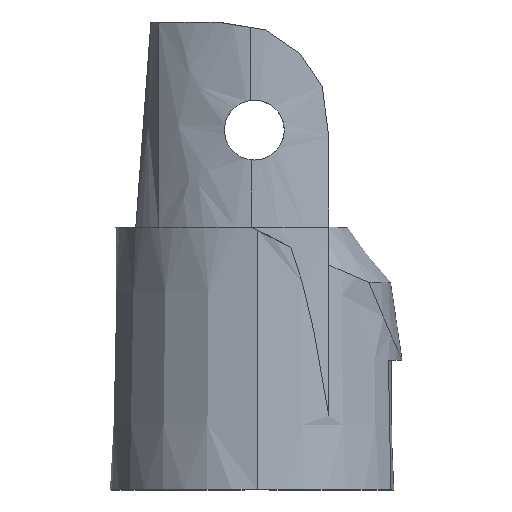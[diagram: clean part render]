
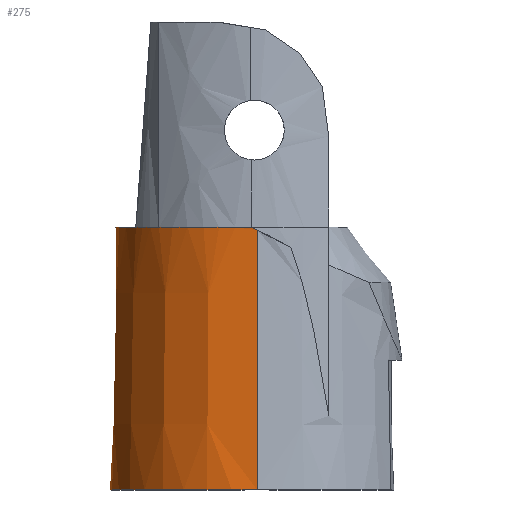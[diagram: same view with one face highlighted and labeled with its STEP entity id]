
A CAD part, left-side view. The second image highlights one B-rep face of the part: STEP entity #275.
In plain terms, the highlighted conical face has half-angle 1.198 degrees and reference radius 7.487 mm.
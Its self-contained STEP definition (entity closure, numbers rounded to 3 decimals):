
#8 = EDGE_CURVE ( 'NONE', #117, #600, #920, .T. ) ;
#11 = DIRECTION ( 'NONE',  ( 0., 0., 1. ) ) ;
#12 = B_SPLINE_CURVE_WITH_KNOTS ( 'NONE', 3,
 ( #324, #1423, #750, #1137 ),
 .UNSPECIFIED., .F., .F.,
 ( 4, 4 ),
 ( 0.007, 0.008 ),
 .UNSPECIFIED. ) ;
#47 = CARTESIAN_POINT ( 'NONE',  ( -17.795, 3.456, 14.773 ) ) ;
#66 = EDGE_CURVE ( 'NONE', #600, #376, #1260, .T. ) ;
#117 = VERTEX_POINT ( 'NONE', #243 ) ;
#122 = CARTESIAN_POINT ( 'NONE',  ( -18.359, 0.612, 14.607 ) ) ;
#148 = VERTEX_POINT ( 'NONE', #677 ) ;
#154 = VERTEX_POINT ( 'NONE', #544 ) ;
#175 = CARTESIAN_POINT ( 'NONE',  ( -18.359, 0.612, 14.607 ) ) ;
#216 = DIRECTION ( 'NONE',  ( 1., 0., 0. ) ) ;
#218 = DIRECTION ( 'NONE',  ( 0., 0., -1. ) ) ;
#243 = CARTESIAN_POINT ( 'NONE',  ( -14.723, 7.031, 14.773 ) ) ;
#268 = AXIS2_PLACEMENT_3D ( 'NONE', #914, #1596, #1184 ) ;
#273 = ORIENTED_EDGE ( 'NONE', *, *, #1053, .F. ) ;
#275 = ADVANCED_FACE ( 'NONE', ( #935 ), #1601, .T. ) ;
#279 = CARTESIAN_POINT ( 'NONE',  ( -18.356, 0.612, 14.773 ) ) ;
#301 = CARTESIAN_POINT ( 'NONE',  ( -10.869, 0.612, 14.773 ) ) ;
#324 = CARTESIAN_POINT ( 'NONE',  ( -3.378, 0.612, 14.607 ) ) ;
#336 = EDGE_CURVE ( 'NONE', #148, #800, #888, .T. ) ;
#343 = ORIENTED_EDGE ( 'NONE', *, *, #8, .T. ) ;
#375 = EDGE_CURVE ( 'NONE', #117, #1111, #1130, .T. ) ;
#376 = VERTEX_POINT ( 'NONE', #1273 ) ;
#401 = EDGE_LOOP ( 'NONE', ( #1196, #1031, #1270, #1032, #482, #1438, #273, #1738, #343, #1677, #576 ) ) ;
#404 = DIRECTION ( 'NONE',  ( -1., 0., 0. ) ) ;
#441 = CARTESIAN_POINT ( 'NONE',  ( -18.349, 0.924, 14.773 ) ) ;
#482 = ORIENTED_EDGE ( 'NONE', *, *, #845, .F. ) ;
#544 = CARTESIAN_POINT ( 'NONE',  ( -18.646, 0.612, 0.899 ) ) ;
#552 = CARTESIAN_POINT ( 'NONE',  ( -7.014, 7.031, 14.773 ) ) ;
#570 = AXIS2_PLACEMENT_3D ( 'NONE', #1165, #1730, #216 ) ;
#571 = CARTESIAN_POINT ( 'NONE',  ( -10.869, 0.612, 14.773 ) ) ;
#576 = ORIENTED_EDGE ( 'NONE', *, *, #1040, .T. ) ;
#578 = CARTESIAN_POINT ( 'NONE',  ( -17.795, 3.456, 14.773 ) ) ;
#586 = CARTESIAN_POINT ( 'NONE',  ( -18.313, 1.791, 14.773 ) ) ;
#592 = CARTESIAN_POINT ( 'NONE',  ( -18.349, 0.924, 14.773 ) ) ;
#594 = DIRECTION ( 'NONE',  ( -1., 0., 0. ) ) ;
#597 = AXIS2_PLACEMENT_3D ( 'NONE', #301, #859, #594 ) ;
#599 = CARTESIAN_POINT ( 'NONE',  ( -18.358, 0.716, 14.662 ) ) ;
#600 = VERTEX_POINT ( 'NONE', #552 ) ;
#616 = B_SPLINE_CURVE_WITH_KNOTS ( 'NONE', 3,
 ( #592, #1399, #599, #175 ),
 .UNSPECIFIED., .F., .F.,
 ( 4, 4 ),
 ( 0., 0. ),
 .UNSPECIFIED. ) ;
#652 = VERTEX_POINT ( 'NONE', #122 ) ;
#677 = CARTESIAN_POINT ( 'NONE',  ( -18.349, 0.924, 14.773 ) ) ;
#710 = DIRECTION ( 'NONE',  ( 0.021, 0., -1. ) ) ;
#717 = CARTESIAN_POINT ( 'NONE',  ( -10.869, 0.612, 14.773 ) ) ;
#727 = CARTESIAN_POINT ( 'NONE',  ( -3.381, 0.612, 14.773 ) ) ;
#750 = CARTESIAN_POINT ( 'NONE',  ( -3.382, 0.82, 14.717 ) ) ;
#764 = VERTEX_POINT ( 'NONE', #1251 ) ;
#800 = VERTEX_POINT ( 'NONE', #47 ) ;
#845 = EDGE_CURVE ( 'NONE', #148, #652, #616, .T. ) ;
#859 = DIRECTION ( 'NONE',  ( 0., 0., -1. ) ) ;
#888 = B_SPLINE_CURVE_WITH_KNOTS ( 'NONE', 3,
 ( #441, #586, #1388, #578 ),
 .UNSPECIFIED., .F., .F.,
 ( 4, 4 ),
 ( 0., 1. ),
 .UNSPECIFIED. ) ;
#903 = VERTEX_POINT ( 'NONE', #1680 ) ;
#906 = DIRECTION ( 'NONE',  ( 1., 0., 0. ) ) ;
#909 = EDGE_CURVE ( 'NONE', #1653, #764, #1234, .T. ) ;
#914 = CARTESIAN_POINT ( 'NONE',  ( -10.869, 0.612, 14.773 ) ) ;
#920 = CIRCLE ( 'NONE', #268, 7.487 ) ;
#921 = CARTESIAN_POINT ( 'NONE',  ( -10.869, 0.612, 0.899 ) ) ;
#926 = CARTESIAN_POINT ( 'NONE',  ( -16.261, 5.807, 14.773 ) ) ;
#935 = FACE_OUTER_BOUND ( 'NONE', #401, .T. ) ;
#960 = AXIS2_PLACEMENT_3D ( 'NONE', #571, #11, #906 ) ;
#980 = CARTESIAN_POINT ( 'NONE',  ( -10.869, 0.612, 14.773 ) ) ;
#1031 = ORIENTED_EDGE ( 'NONE', *, *, #909, .T. ) ;
#1032 = ORIENTED_EDGE ( 'NONE', *, *, #1139, .F. ) ;
#1040 = EDGE_CURVE ( 'NONE', #376, #903, #1086, .T. ) ;
#1053 = EDGE_CURVE ( 'NONE', #1111, #800, #1369, .T. ) ;
#1086 = CIRCLE ( 'NONE', #597, 7.487 ) ;
#1111 = VERTEX_POINT ( 'NONE', #926 ) ;
#1130 = CIRCLE ( 'NONE', #1693, 7.487 ) ;
#1137 = CARTESIAN_POINT ( 'NONE',  ( -3.388, 0.924, 14.773 ) ) ;
#1139 = EDGE_CURVE ( 'NONE', #652, #154, #1256, .T. ) ;
#1165 = CARTESIAN_POINT ( 'NONE',  ( -10.869, 0.612, 14.773 ) ) ;
#1184 = DIRECTION ( 'NONE',  ( -1., 0., 0. ) ) ;
#1196 = ORIENTED_EDGE ( 'NONE', *, *, #1325, .F. ) ;
#1234 = LINE ( 'NONE', #727, #1347 ) ;
#1236 = DIRECTION ( 'NONE',  ( 0., 0., -1. ) ) ;
#1242 = DIRECTION ( 'NONE',  ( -0.021, 0., -1. ) ) ;
#1251 = CARTESIAN_POINT ( 'NONE',  ( -3.091, 0.612, 0.899 ) ) ;
#1256 = LINE ( 'NONE', #279, #1623 ) ;
#1260 = CIRCLE ( 'NONE', #570, 7.487 ) ;
#1267 = DIRECTION ( 'NONE',  ( 0., 0., 1. ) ) ;
#1270 = ORIENTED_EDGE ( 'NONE', *, *, #1381, .F. ) ;
#1273 = CARTESIAN_POINT ( 'NONE',  ( -5.476, 5.807, 14.773 ) ) ;
#1313 = DIRECTION ( 'NONE',  ( -1., 0., 0. ) ) ;
#1325 = EDGE_CURVE ( 'NONE', #1653, #903, #12, .T. ) ;
#1347 = VECTOR ( 'NONE', #710, 1000. ) ;
#1369 = CIRCLE ( 'NONE', #960, 7.487 ) ;
#1381 = EDGE_CURVE ( 'NONE', #154, #764, #1518, .T. ) ;
#1388 = CARTESIAN_POINT ( 'NONE',  ( -18.125, 2.653, 14.773 ) ) ;
#1399 = CARTESIAN_POINT ( 'NONE',  ( -18.355, 0.82, 14.717 ) ) ;
#1423 = CARTESIAN_POINT ( 'NONE',  ( -3.379, 0.716, 14.662 ) ) ;
#1438 = ORIENTED_EDGE ( 'NONE', *, *, #336, .T. ) ;
#1461 = CARTESIAN_POINT ( 'NONE',  ( -3.378, 0.612, 14.607 ) ) ;
#1502 = AXIS2_PLACEMENT_3D ( 'NONE', #980, #1236, #404 ) ;
#1518 = CIRCLE ( 'NONE', #1648, 7.777 ) ;
#1539 = DIRECTION ( 'NONE',  ( -1., 0., 0. ) ) ;
#1596 = DIRECTION ( 'NONE',  ( 0., 0., -1. ) ) ;
#1601 = CONICAL_SURFACE ( 'NONE', #1502, 7.487, 0.021 ) ;
#1623 = VECTOR ( 'NONE', #1242, 1000. ) ;
#1648 = AXIS2_PLACEMENT_3D ( 'NONE', #921, #218, #1313 ) ;
#1653 = VERTEX_POINT ( 'NONE', #1461 ) ;
#1677 = ORIENTED_EDGE ( 'NONE', *, *, #66, .T. ) ;
#1680 = CARTESIAN_POINT ( 'NONE',  ( -3.388, 0.924, 14.773 ) ) ;
#1693 = AXIS2_PLACEMENT_3D ( 'NONE', #717, #1267, #1539 ) ;
#1730 = DIRECTION ( 'NONE',  ( 0., 0., -1. ) ) ;
#1738 = ORIENTED_EDGE ( 'NONE', *, *, #375, .F. ) ;
